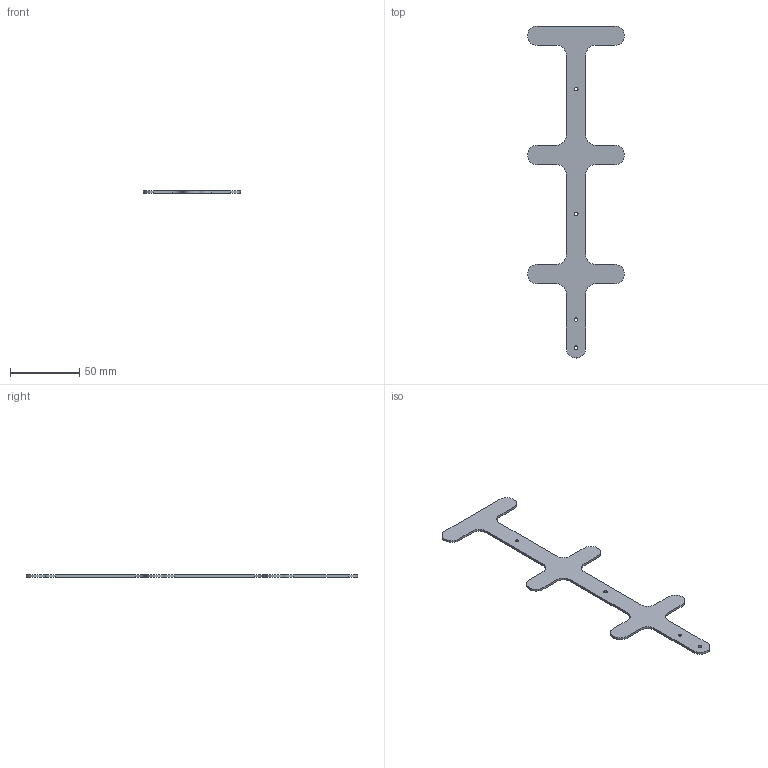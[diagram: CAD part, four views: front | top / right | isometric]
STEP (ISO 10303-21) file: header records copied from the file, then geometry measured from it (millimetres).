
FILE_DESCRIPTION(/* description */ (''),/* implementation_level */ '2;1');
FILE_NAME(/* name */ 'MICARRAYSUPPORT_1.stp',/* time_stamp */ '2024-08-29T10:49:27-05:00',/* author */ (''),/* organization */ (''),/* preprocessor_version */ 'ST-DEVELOPER v19.4',/* originating_system */ 'SIEMENS PLM Software NX2212.9140',/* authorisation */ '');
FILE_SCHEMA (('AUTOMOTIVE_DESIGN { 1 0 10303 214 3 1 1 1 }'));
Length unit declared in the file: millimetre
Products named in the file (1): MICARRAYSUPPORT
Bounding box: 70 x 239.5 x 1.6 mm (x, y, z)
Volume: 9029.3 mm3; surface area: 12570.3 mm2
Topology: 1 solids, 1 shells, 40 faces, 114 edges, 77 vertices
Faces by surface type: cylinder 21, plane 19
Full cylindrical faces by diameter (mm): 2.5 x4
Entity records: 1349 total; most frequent: DIRECTION 234, CARTESIAN_POINT 228, ORIENTED_EDGE 220, EDGE_CURVE 110, AXIS2_PLACEMENT_3D 83, VERTEX_POINT 76, LINE 68, VECTOR 68
